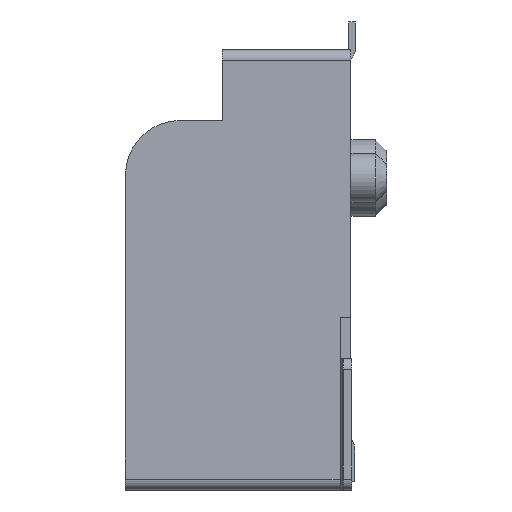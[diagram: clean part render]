
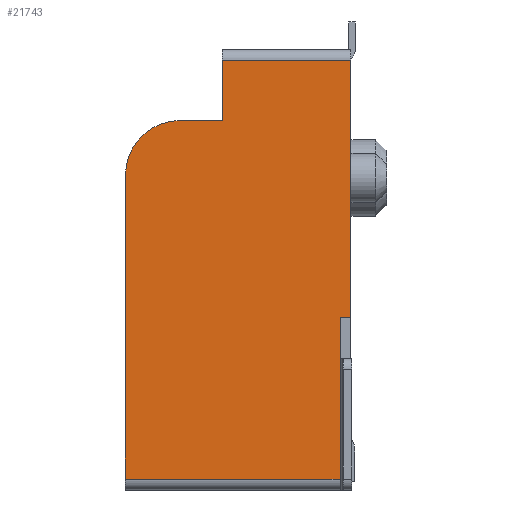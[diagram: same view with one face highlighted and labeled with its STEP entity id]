
A CAD part, left-side view. The second image highlights one B-rep face of the part: STEP entity #21743.
In plain terms, the highlighted planar face has unit normal (-1, 0, 0).
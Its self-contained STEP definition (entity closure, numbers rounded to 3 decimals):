
#35 = VECTOR ( 'NONE', #20846, 1000. ) ;
#416 = CARTESIAN_POINT ( 'NONE',  ( -11., 2.4, 3.9 ) ) ;
#1611 = CARTESIAN_POINT ( 'NONE',  ( -11., 2.1, 0.075 ) ) ;
#1762 = CARTESIAN_POINT ( 'NONE',  ( -11., 4.17, 1.8 ) ) ;
#2009 = DIRECTION ( 'NONE',  ( 0., 0., -1. ) ) ;
#2140 = LINE ( 'NONE', #32359, #5269 ) ;
#2390 = EDGE_CURVE ( 'NONE', #18680, #34866, #11723, .T. ) ;
#3230 = VECTOR ( 'NONE', #23583, 1000. ) ;
#4327 = VERTEX_POINT ( 'NONE', #4820 ) ;
#4509 = VECTOR ( 'NONE', #2009, 1000. ) ;
#4820 = CARTESIAN_POINT ( 'NONE',  ( -11., 0.05, -0.8 ) ) ;
#4867 = CARTESIAN_POINT ( 'NONE',  ( -11., 2.4, 2.7 ) ) ;
#5269 = VECTOR ( 'NONE', #16467, 1000. ) ;
#5391 = CARTESIAN_POINT ( 'NONE',  ( -11., 2.1, 3.9 ) ) ;
#6480 = DIRECTION ( 'NONE',  ( 0., -1., 0. ) ) ;
#6708 = CARTESIAN_POINT ( 'NONE',  ( -11., 0.25, -0.8 ) ) ;
#7517 = EDGE_CURVE ( 'NONE', #4327, #13724, #17984, .T. ) ;
#8854 = LINE ( 'NONE', #10272, #4509 ) ;
#9132 = CARTESIAN_POINT ( 'NONE',  ( -11., 0.05, 0.25 ) ) ;
#9812 = EDGE_CURVE ( 'NONE', #17824, #19810, #2140, .T. ) ;
#10272 = CARTESIAN_POINT ( 'NONE',  ( -11., 0.25, -2.375 ) ) ;
#11388 = ORIENTED_EDGE ( 'NONE', *, *, #49818, .F. ) ;
#11609 = EDGE_CURVE ( 'NONE', #38702, #22537, #14269, .T. ) ;
#11723 = LINE ( 'NONE', #5391, #41459 ) ;
#13270 = DIRECTION ( 'NONE',  ( 0., 0., 1. ) ) ;
#13724 = VERTEX_POINT ( 'NONE', #6708 ) ;
#14269 = LINE ( 'NONE', #33888, #45846 ) ;
#16467 = DIRECTION ( 'NONE',  ( 0., 1., 0. ) ) ;
#17297 = EDGE_CURVE ( 'NONE', #19810, #26450, #20519, .T. ) ;
#17591 = ORIENTED_EDGE ( 'NONE', *, *, #9812, .F. ) ;
#17824 = VERTEX_POINT ( 'NONE', #42192 ) ;
#17984 = LINE ( 'NONE', #41263, #35 ) ;
#18680 = VERTEX_POINT ( 'NONE', #416 ) ;
#19508 = DIRECTION ( 'NONE',  ( 0., 0., 1. ) ) ;
#19810 = VERTEX_POINT ( 'NONE', #43391 ) ;
#20519 = LINE ( 'NONE', #23409, #3230 ) ;
#20586 = CARTESIAN_POINT ( 'NONE',  ( -11., 0.05, 3.9 ) ) ;
#20846 = DIRECTION ( 'NONE',  ( 0., 1., 0. ) ) ;
#21743 = ADVANCED_FACE ( 'NONE', ( #35458 ), #48806, .F. ) ;
#22537 = VERTEX_POINT ( 'NONE', #38318 ) ;
#23409 = CARTESIAN_POINT ( 'NONE',  ( -11., 4.17, 0.075 ) ) ;
#23583 = DIRECTION ( 'NONE',  ( 0., 0., 1. ) ) ;
#25124 = DIRECTION ( 'NONE',  ( 0., 0., -1. ) ) ;
#26450 = VERTEX_POINT ( 'NONE', #1762 ) ;
#27364 = LINE ( 'NONE', #9132, #39092 ) ;
#29898 = ORIENTED_EDGE ( 'NONE', *, *, #47215, .F. ) ;
#30337 = LINE ( 'NONE', #4867, #43372 ) ;
#30415 = ORIENTED_EDGE ( 'NONE', *, *, #17297, .F. ) ;
#31269 = ORIENTED_EDGE ( 'NONE', *, *, #7517, .F. ) ;
#32359 = CARTESIAN_POINT ( 'NONE',  ( -11., 2.1, -3.75 ) ) ;
#32453 = ORIENTED_EDGE ( 'NONE', *, *, #11609, .F. ) ;
#33631 = EDGE_LOOP ( 'NONE', ( #17591, #29898, #31269, #48994, #47260, #41644, #32453, #11388, #30415 ) ) ;
#33888 = CARTESIAN_POINT ( 'NONE',  ( -11., 2.1, 2.8 ) ) ;
#34866 = VERTEX_POINT ( 'NONE', #20586 ) ;
#35423 = EDGE_CURVE ( 'NONE', #4327, #34866, #27364, .T. ) ;
#35458 = FACE_OUTER_BOUND ( 'NONE', #33631, .T. ) ;
#38318 = CARTESIAN_POINT ( 'NONE',  ( -11., 2.4, 2.8 ) ) ;
#38449 = AXIS2_PLACEMENT_3D ( 'NONE', #1611, #49331, #25124 ) ;
#38702 = VERTEX_POINT ( 'NONE', #42638 ) ;
#39092 = VECTOR ( 'NONE', #19508, 1000. ) ;
#41263 = CARTESIAN_POINT ( 'NONE',  ( -11., 2.1, -0.8 ) ) ;
#41459 = VECTOR ( 'NONE', #48272, 1000. ) ;
#41644 = ORIENTED_EDGE ( 'NONE', *, *, #50876, .F. ) ;
#42192 = CARTESIAN_POINT ( 'NONE',  ( -11., 0.25, -3.75 ) ) ;
#42638 = CARTESIAN_POINT ( 'NONE',  ( -11., 3.17, 2.8 ) ) ;
#43372 = VECTOR ( 'NONE', #48095, 1000. ) ;
#43391 = CARTESIAN_POINT ( 'NONE',  ( -11., 4.17, -3.75 ) ) ;
#44420 = CARTESIAN_POINT ( 'NONE',  ( -11., 3.17, 1.8 ) ) ;
#45846 = VECTOR ( 'NONE', #6480, 1000. ) ;
#47215 = EDGE_CURVE ( 'NONE', #13724, #17824, #8854, .T. ) ;
#47260 = ORIENTED_EDGE ( 'NONE', *, *, #2390, .F. ) ;
#48095 = DIRECTION ( 'NONE',  ( 0., 0., 1. ) ) ;
#48272 = DIRECTION ( 'NONE',  ( 0., -1., 0. ) ) ;
#48729 = DIRECTION ( 'NONE',  ( 1., 0., 0. ) ) ;
#48806 = PLANE ( 'NONE',  #38449 ) ;
#48994 = ORIENTED_EDGE ( 'NONE', *, *, #35423, .T. ) ;
#49331 = DIRECTION ( 'NONE',  ( 1., 0., 0. ) ) ;
#49818 = EDGE_CURVE ( 'NONE', #26450, #38702, #50919, .T. ) ;
#50474 = AXIS2_PLACEMENT_3D ( 'NONE', #44420, #48729, #13270 ) ;
#50876 = EDGE_CURVE ( 'NONE', #22537, #18680, #30337, .T. ) ;
#50919 = CIRCLE ( 'NONE', #50474, 1. ) ;
